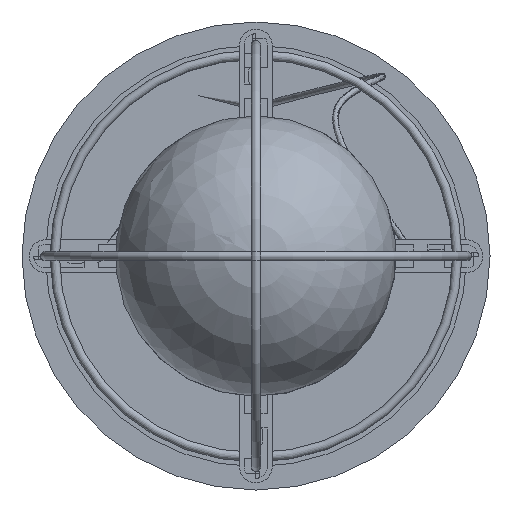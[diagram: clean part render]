
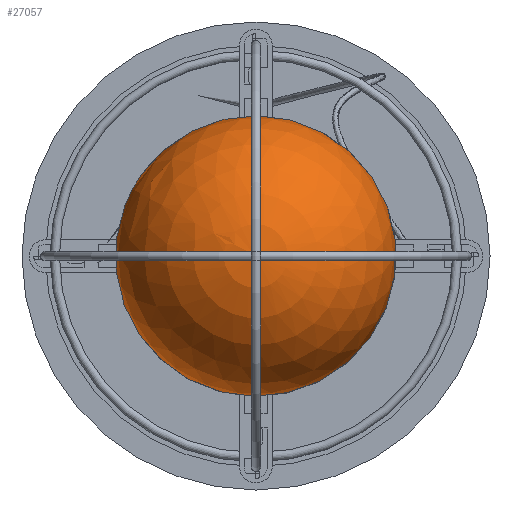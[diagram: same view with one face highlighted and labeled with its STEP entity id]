
A CAD part, left-side view. The second image highlights one B-rep face of the part: STEP entity #27057.
In plain terms, the highlighted spherical face has radius 60 mm.
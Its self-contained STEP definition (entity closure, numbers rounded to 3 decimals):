
#179=SPHERICAL_SURFACE('',#29295,60.);
#2582=FACE_OUTER_BOUND('',#4003,.T.);
#4003=EDGE_LOOP('',(#23994,#23995,#23996,#23997,#23998,#23999,#24000));
#4140=B_SPLINE_CURVE_WITH_KNOTS('',3,(#39061,#39062,#39063,#39064,#39065,
#39066,#39067,#39068,#39069,#39070,#39071,#39072,#39073,#39074,#39075,#39076,
#39077,#39078),.UNSPECIFIED.,.F.,.F.,(4,2,2,2,2,2,2,2,4),(-0.628,
-0.546,-0.464,-0.389,-0.314,
-0.239,-0.164,-0.082,0.),
 .UNSPECIFIED.);
#4639=CIRCLE('',#27477,59.967);
#4671=CIRCLE('',#27525,59.967);
#4675=CIRCLE('',#27531,22.5);
#4676=CIRCLE('',#27532,22.5);
#5394=CIRCLE('',#29296,60.);
#10534=VERTEX_POINT('',#39059);
#10535=VERTEX_POINT('',#39060);
#10547=VERTEX_POINT('',#39140);
#10577=VERTEX_POINT('',#39333);
#10579=VERTEX_POINT('',#39342);
#12683=VERTEX_POINT('',#48187);
#13161=EDGE_CURVE('',#10534,#10535,#4140,.T.);
#13176=EDGE_CURVE('',#10535,#10547,#4639,.T.);
#13224=EDGE_CURVE('',#10577,#10534,#4671,.T.);
#13229=EDGE_CURVE('',#10577,#10579,#4675,.T.);
#13230=EDGE_CURVE('',#10579,#10547,#4676,.T.);
#16481=EDGE_CURVE('',#12683,#10579,#5394,.T.);
#23994=ORIENTED_EDGE('',*,*,#13224,.T.);
#23995=ORIENTED_EDGE('',*,*,#13161,.T.);
#23996=ORIENTED_EDGE('',*,*,#13176,.T.);
#23997=ORIENTED_EDGE('',*,*,#13230,.F.);
#23998=ORIENTED_EDGE('',*,*,#16481,.F.);
#23999=ORIENTED_EDGE('',*,*,#16481,.T.);
#24000=ORIENTED_EDGE('',*,*,#13229,.F.);
#27057=ADVANCED_FACE('',(#2582),#179,.T.);
#27477=AXIS2_PLACEMENT_3D('',#39141,#30068,#30069);
#27525=AXIS2_PLACEMENT_3D('',#39334,#30171,#30172);
#27531=AXIS2_PLACEMENT_3D('',#39343,#30184,#30185);
#27532=AXIS2_PLACEMENT_3D('',#39344,#30186,#30187);
#29295=AXIS2_PLACEMENT_3D('',#48186,#35882,#35883);
#29296=AXIS2_PLACEMENT_3D('',#48188,#35884,#35885);
#30068=DIRECTION('center_axis',(0.,0.879,
0.476));
#30069=DIRECTION('ref_axis',(1.,0.,0.));
#30171=DIRECTION('center_axis',(0.,-0.879,
-0.476));
#30172=DIRECTION('ref_axis',(-1.,0.,0.));
#30184=DIRECTION('center_axis',(1.,0.,0.));
#30185=DIRECTION('ref_axis',(0.,-0.879,-0.476));
#30186=DIRECTION('center_axis',(1.,0.,0.));
#30187=DIRECTION('ref_axis',(0.,-0.879,-0.476));
#35882=DIRECTION('center_axis',(-1.,0.,0.));
#35883=DIRECTION('ref_axis',(0.,-0.879,-0.476));
#35884=DIRECTION('center_axis',(0.,0.476,
-0.879));
#35885=DIRECTION('ref_axis',(0.,0.879,0.476));
#39059=CARTESIAN_POINT('',(-343.795,-12.616,19.27));
#39060=CARTESIAN_POINT('',(-343.795,-9.099,21.175));
#39061=CARTESIAN_POINT('Ctrl Pts',(-343.795,-12.616,
19.27));
#39062=CARTESIAN_POINT('Ctrl Pts',(-343.9,-12.736,
19.492));
#39063=CARTESIAN_POINT('Ctrl Pts',(-344.012,-12.82,
19.753));
#39064=CARTESIAN_POINT('Ctrl Pts',(-344.221,-12.874,
20.294));
#39065=CARTESIAN_POINT('Ctrl Pts',(-344.318,-12.844,
20.572));
#39066=CARTESIAN_POINT('Ctrl Pts',(-344.465,-12.693,
21.051));
#39067=CARTESIAN_POINT('Ctrl Pts',(-344.527,-12.571,
21.286));
#39068=CARTESIAN_POINT('Ctrl Pts',(-344.611,-12.239,
21.691));
#39069=CARTESIAN_POINT('Ctrl Pts',(-344.632,-12.03,21.862));
#39070=CARTESIAN_POINT('Ctrl Pts',(-344.632,-11.59,
22.1));
#39071=CARTESIAN_POINT('Ctrl Pts',(-344.611,-11.333,
22.182));
#39072=CARTESIAN_POINT('Ctrl Pts',(-344.527,-10.812,
22.239));
#39073=CARTESIAN_POINT('Ctrl Pts',(-344.465,-10.549,
22.213));
#39074=CARTESIAN_POINT('Ctrl Pts',(-344.318,-10.065,
22.078));
#39075=CARTESIAN_POINT('Ctrl Pts',(-344.221,-9.815,
21.951));
#39076=CARTESIAN_POINT('Ctrl Pts',(-344.012,-9.392,
21.611));
#39077=CARTESIAN_POINT('Ctrl Pts',(-343.9,-9.219,
21.397));
#39078=CARTESIAN_POINT('Ctrl Pts',(-343.795,-9.099,
21.175));
#39140=CARTESIAN_POINT('',(-343.554,-8.818,20.657));
#39141=CARTESIAN_POINT('Origin',(-399.175,1.858,0.953));
#39333=CARTESIAN_POINT('',(-343.554,-12.335,18.752));
#39334=CARTESIAN_POINT('Origin',(-399.175,-1.658,-0.953));
#39342=CARTESIAN_POINT('',(-343.554,19.883,10.719));
#39343=CARTESIAN_POINT('Origin',(-343.554,0.1,0.));
#39344=CARTESIAN_POINT('Origin',(-343.554,0.1,0.));
#48186=CARTESIAN_POINT('Origin',(-399.175,0.1,0.));
#48187=CARTESIAN_POINT('',(-459.175,0.1,0.));
#48188=CARTESIAN_POINT('Origin',(-399.175,0.1,0.));
